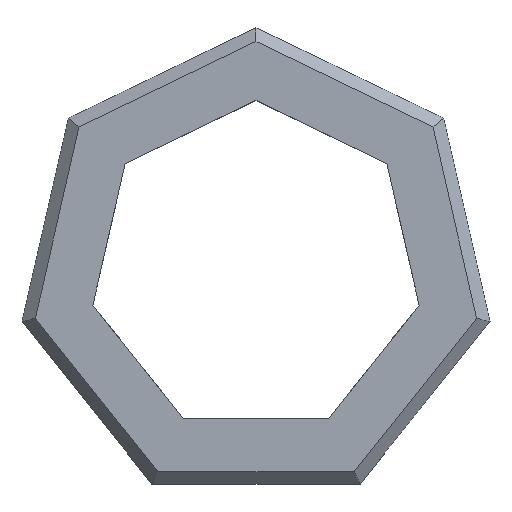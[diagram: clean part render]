
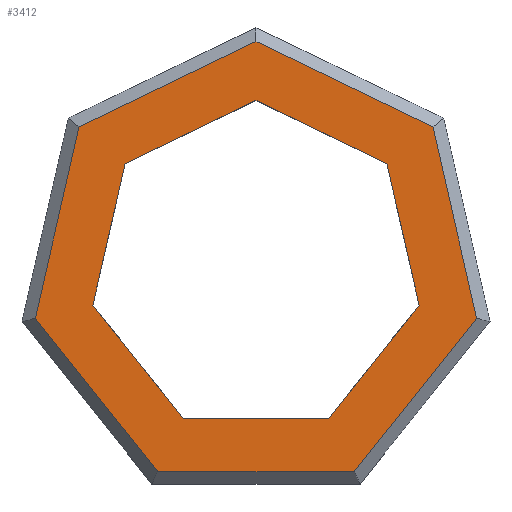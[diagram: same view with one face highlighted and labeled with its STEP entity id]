
A CAD part, top view. The second image highlights one B-rep face of the part: STEP entity #3412.
In plain terms, the highlighted planar face has unit normal (0, 0, 1).
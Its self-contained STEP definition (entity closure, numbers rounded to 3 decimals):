
#22 = DIRECTION ( 'NONE',  ( 1., 0., 0. ) ) ;
#35 = VERTEX_POINT ( 'NONE', #1637 ) ;
#46 = EDGE_CURVE ( 'NONE', #1414, #2118, #3246, .T. ) ;
#93 = VERTEX_POINT ( 'NONE', #2698 ) ;
#135 = VECTOR ( 'NONE', #558, 1000. ) ;
#206 = ORIENTED_EDGE ( 'NONE', *, *, #46, .T. ) ;
#245 = ORIENTED_EDGE ( 'NONE', *, *, #1893, .T. ) ;
#306 = EDGE_CURVE ( 'NONE', #4410, #1414, #4689, .T. ) ;
#307 = EDGE_CURVE ( 'NONE', #4827, #93, #1962, .T. ) ;
#318 = EDGE_CURVE ( 'NONE', #551, #35, #1268, .T. ) ;
#403 = CARTESIAN_POINT ( 'NONE',  ( 16.855, -33., 8. ) ) ;
#407 = CARTESIAN_POINT ( 'NONE',  ( 36.309, -7.397, 8. ) ) ;
#420 = VECTOR ( 'NONE', #4041, 1000. ) ;
#491 = VERTEX_POINT ( 'NONE', #2871 ) ;
#522 = EDGE_CURVE ( 'NONE', #4237, #3762, #2923, .T. ) ;
#528 = DIRECTION ( 'NONE',  ( 0.901, -0.434, 0. ) ) ;
#533 = CARTESIAN_POINT ( 'NONE',  ( 28.422, 23.776, 8. ) ) ;
#551 = VERTEX_POINT ( 'NONE', #4450 ) ;
#558 = DIRECTION ( 'NONE',  ( -0.223, -0.975, 0. ) ) ;
#643 = CARTESIAN_POINT ( 'NONE',  ( -11.75, -24.4, 8. ) ) ;
#659 = DIRECTION ( 'NONE',  ( -0.623, 0.782, 0. ) ) ;
#675 = EDGE_LOOP ( 'NONE', ( #245, #3527, #1441, #2053, #3811, #3778, #1329 ) ) ;
#712 = VECTOR ( 'NONE', #2060, 1000. ) ;
#718 = CARTESIAN_POINT ( 'NONE',  ( -21.174, 16.885, 8. ) ) ;
#867 = DIRECTION ( 'NONE',  ( 0.623, 0.782, 0. ) ) ;
#929 = CARTESIAN_POINT ( 'NONE',  ( -15.291, -33.753, 8. ) ) ;
#944 = VECTOR ( 'NONE', #4690, 1000. ) ;
#1068 = CARTESIAN_POINT ( 'NONE',  ( 26.403, -6.026, 8. ) ) ;
#1076 = VERTEX_POINT ( 'NONE', #3428 ) ;
#1173 = DIRECTION ( 'NONE',  ( 0.901, 0.434, 0. ) ) ;
#1181 = CARTESIAN_POINT ( 'NONE',  ( 11.75, -24.4, 8. ) ) ;
#1194 = DIRECTION ( 'NONE',  ( -0.901, 0.434, 0. ) ) ;
#1224 = VERTEX_POINT ( 'NONE', #1277 ) ;
#1231 = LINE ( 'NONE', #1181, #2570 ) ;
#1268 = LINE ( 'NONE', #3236, #1605 ) ;
#1277 = CARTESIAN_POINT ( 'NONE',  ( 0., 27.082, 8. ) ) ;
#1292 = CARTESIAN_POINT ( 'NONE',  ( 21.174, 16.885, 8. ) ) ;
#1314 = DIRECTION ( 'NONE',  ( -0.223, 0.975, 0. ) ) ;
#1329 = ORIENTED_EDGE ( 'NONE', *, *, #3378, .T. ) ;
#1414 = VERTEX_POINT ( 'NONE', #1068 ) ;
#1441 = ORIENTED_EDGE ( 'NONE', *, *, #307, .T. ) ;
#1457 = EDGE_CURVE ( 'NONE', #4702, #551, #2212, .T. ) ;
#1477 = FACE_OUTER_BOUND ( 'NONE', #675, .T. ) ;
#1599 = VECTOR ( 'NONE', #1314, 1000. ) ;
#1605 = VECTOR ( 'NONE', #3159, 1000. ) ;
#1637 = CARTESIAN_POINT ( 'NONE',  ( -21.174, 16.885, 8. ) ) ;
#1652 = LINE ( 'NONE', #533, #1599 ) ;
#1893 = EDGE_CURVE ( 'NONE', #1076, #491, #2810, .T. ) ;
#1962 = LINE ( 'NONE', #3590, #3807 ) ;
#1987 = CARTESIAN_POINT ( 'NONE',  ( -29.504, 22.419, 8. ) ) ;
#2053 = ORIENTED_EDGE ( 'NONE', *, *, #2307, .T. ) ;
#2060 = DIRECTION ( 'NONE',  ( 0.223, -0.975, 0. ) ) ;
#2115 = ORIENTED_EDGE ( 'NONE', *, *, #318, .T. ) ;
#2118 = VERTEX_POINT ( 'NONE', #3775 ) ;
#2212 = LINE ( 'NONE', #3772, #4517 ) ;
#2273 = DIRECTION ( 'NONE',  ( 0., 0., 1. ) ) ;
#2307 = EDGE_CURVE ( 'NONE', #93, #4318, #2752, .T. ) ;
#2350 = VECTOR ( 'NONE', #1173, 1000. ) ;
#2384 = CARTESIAN_POINT ( 'NONE',  ( -35.709, -8.15, 8. ) ) ;
#2425 = EDGE_CURVE ( 'NONE', #491, #4827, #1652, .T. ) ;
#2570 = VECTOR ( 'NONE', #3118, 1000. ) ;
#2572 = VECTOR ( 'NONE', #867, 1000. ) ;
#2616 = EDGE_LOOP ( 'NONE', ( #3446, #3561, #206, #3716, #4415, #2115, #4238 ) ) ;
#2651 = CARTESIAN_POINT ( 'NONE',  ( 0., 0., 8. ) ) ;
#2698 = CARTESIAN_POINT ( 'NONE',  ( 0., 36.627, 8. ) ) ;
#2745 = CARTESIAN_POINT ( 'NONE',  ( -28.636, 22.837, 8. ) ) ;
#2752 = LINE ( 'NONE', #1987, #944 ) ;
#2788 = EDGE_CURVE ( 'NONE', #4318, #4237, #2976, .T. ) ;
#2810 = LINE ( 'NONE', #407, #2572 ) ;
#2857 = EDGE_CURVE ( 'NONE', #1224, #4410, #3643, .T. ) ;
#2871 = CARTESIAN_POINT ( 'NONE',  ( 35.709, -8.15, 8. ) ) ;
#2923 = LINE ( 'NONE', #929, #420 ) ;
#2926 = CARTESIAN_POINT ( 'NONE',  ( -35.923, -9.089, 8. ) ) ;
#2976 = LINE ( 'NONE', #2926, #135 ) ;
#3033 = FACE_BOUND ( 'NONE', #2616, .T. ) ;
#3118 = DIRECTION ( 'NONE',  ( -1., 0., 0. ) ) ;
#3141 = EDGE_CURVE ( 'NONE', #2118, #4702, #1231, .T. ) ;
#3159 = DIRECTION ( 'NONE',  ( 0.223, 0.975, 0. ) ) ;
#3218 = VECTOR ( 'NONE', #22, 1000. ) ;
#3222 = AXIS2_PLACEMENT_3D ( 'NONE', #2651, #2273, #4204 ) ;
#3236 = CARTESIAN_POINT ( 'NONE',  ( -26.403, -6.026, 8. ) ) ;
#3246 = LINE ( 'NONE', #3292, #3439 ) ;
#3292 = CARTESIAN_POINT ( 'NONE',  ( 26.403, -6.026, 8. ) ) ;
#3378 = EDGE_CURVE ( 'NONE', #3762, #1076, #3898, .T. ) ;
#3393 = VECTOR ( 'NONE', #528, 1000. ) ;
#3412 = ADVANCED_FACE ( 'NONE', ( #1477, #3033 ), #3462, .T. ) ;
#3428 = CARTESIAN_POINT ( 'NONE',  ( 15.892, -33., 8. ) ) ;
#3439 = VECTOR ( 'NONE', #4847, 1000. ) ;
#3446 = ORIENTED_EDGE ( 'NONE', *, *, #2857, .T. ) ;
#3462 = PLANE ( 'NONE',  #3222 ) ;
#3484 = CARTESIAN_POINT ( 'NONE',  ( -15.892, -33., 8. ) ) ;
#3527 = ORIENTED_EDGE ( 'NONE', *, *, #2425, .T. ) ;
#3561 = ORIENTED_EDGE ( 'NONE', *, *, #306, .T. ) ;
#3590 = CARTESIAN_POINT ( 'NONE',  ( -0.868, 37.045, 8. ) ) ;
#3643 = LINE ( 'NONE', #4859, #3393 ) ;
#3716 = ORIENTED_EDGE ( 'NONE', *, *, #3141, .T. ) ;
#3762 = VERTEX_POINT ( 'NONE', #3484 ) ;
#3772 = CARTESIAN_POINT ( 'NONE',  ( -11.75, -24.4, 8. ) ) ;
#3775 = CARTESIAN_POINT ( 'NONE',  ( 11.75, -24.4, 8. ) ) ;
#3778 = ORIENTED_EDGE ( 'NONE', *, *, #522, .T. ) ;
#3807 = VECTOR ( 'NONE', #1194, 1000. ) ;
#3811 = ORIENTED_EDGE ( 'NONE', *, *, #2788, .T. ) ;
#3898 = LINE ( 'NONE', #403, #3218 ) ;
#4041 = DIRECTION ( 'NONE',  ( 0.623, -0.782, 0. ) ) ;
#4204 = DIRECTION ( 'NONE',  ( 1., 0., 0. ) ) ;
#4237 = VERTEX_POINT ( 'NONE', #2384 ) ;
#4238 = ORIENTED_EDGE ( 'NONE', *, *, #4567, .T. ) ;
#4318 = VERTEX_POINT ( 'NONE', #2745 ) ;
#4410 = VERTEX_POINT ( 'NONE', #4799 ) ;
#4415 = ORIENTED_EDGE ( 'NONE', *, *, #1457, .T. ) ;
#4450 = CARTESIAN_POINT ( 'NONE',  ( -26.403, -6.026, 8. ) ) ;
#4517 = VECTOR ( 'NONE', #659, 1000. ) ;
#4567 = EDGE_CURVE ( 'NONE', #35, #1224, #4670, .T. ) ;
#4670 = LINE ( 'NONE', #718, #2350 ) ;
#4689 = LINE ( 'NONE', #1292, #712 ) ;
#4690 = DIRECTION ( 'NONE',  ( -0.901, -0.434, 0. ) ) ;
#4702 = VERTEX_POINT ( 'NONE', #643 ) ;
#4799 = CARTESIAN_POINT ( 'NONE',  ( 21.174, 16.885, 8. ) ) ;
#4827 = VERTEX_POINT ( 'NONE', #4994 ) ;
#4847 = DIRECTION ( 'NONE',  ( -0.623, -0.782, 0. ) ) ;
#4859 = CARTESIAN_POINT ( 'NONE',  ( 0., 27.082, 8. ) ) ;
#4994 = CARTESIAN_POINT ( 'NONE',  ( 28.636, 22.837, 8. ) ) ;
